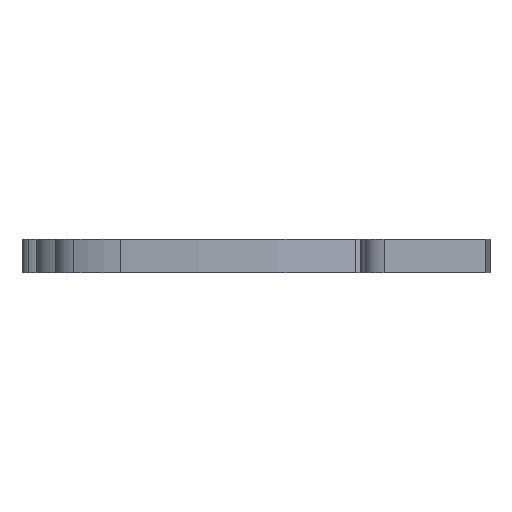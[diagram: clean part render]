
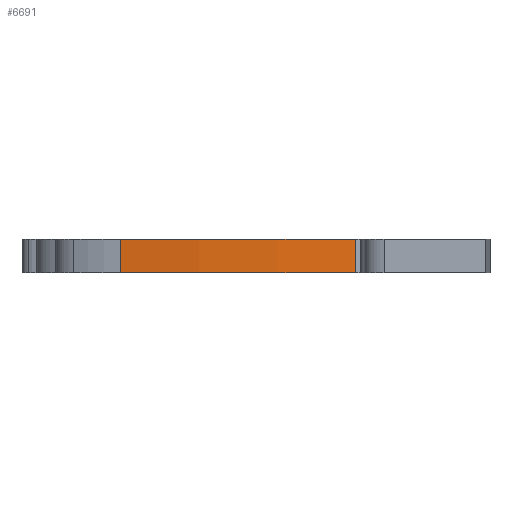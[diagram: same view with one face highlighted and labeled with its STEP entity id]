
A CAD part, left-side view. The second image highlights one B-rep face of the part: STEP entity #6691.
In plain terms, the highlighted free-form (B-spline) face has degree [3, 1] with [4, 2] control points.
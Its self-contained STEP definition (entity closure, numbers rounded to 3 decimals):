
#228=FACE_OUTER_BOUND('',#588,.T.);
#588=EDGE_LOOP('',(#4650,#4651,#4652,#4653));
#984=LINE('',#10043,#1344);
#985=LINE('',#10062,#1345);
#1344=VECTOR('',#7132,10.);
#1345=VECTOR('',#7133,10.);
#1848=(
BOUNDED_CURVE()
B_SPLINE_CURVE(3,(#10053,#10054,#10055,#10056),.UNSPECIFIED.,.F.,.F.)
B_SPLINE_CURVE_WITH_KNOTS((4,4),(0.,1.),.UNSPECIFIED.)
CURVE()
GEOMETRIC_REPRESENTATION_ITEM()
RATIONAL_B_SPLINE_CURVE((1.,1.,1.,1.))
REPRESENTATION_ITEM('')
);
#1849=(
BOUNDED_CURVE()
B_SPLINE_CURVE(3,(#10058,#10059,#10060,#10061),.UNSPECIFIED.,.F.,.F.)
B_SPLINE_CURVE_WITH_KNOTS((4,4),(0.,1.),.UNSPECIFIED.)
CURVE()
GEOMETRIC_REPRESENTATION_ITEM()
RATIONAL_B_SPLINE_CURVE((1.,1.,1.,1.))
REPRESENTATION_ITEM('')
);
#2564=VERTEX_POINT('',#10033);
#2565=VERTEX_POINT('',#10038);
#2566=VERTEX_POINT('',#10052);
#2567=VERTEX_POINT('',#10057);
#3428=EDGE_CURVE('',#2564,#2565,#984,.T.);
#3429=EDGE_CURVE('',#2566,#2564,#1848,.T.);
#3430=EDGE_CURVE('',#2567,#2565,#1849,.T.);
#3431=EDGE_CURVE('',#2566,#2567,#985,.T.);
#4650=ORIENTED_EDGE('',*,*,#3429,.T.);
#4651=ORIENTED_EDGE('',*,*,#3428,.T.);
#4652=ORIENTED_EDGE('',*,*,#3430,.F.);
#4653=ORIENTED_EDGE('',*,*,#3431,.F.);
#6346=(
BOUNDED_SURFACE()
B_SPLINE_SURFACE(3,1,((#10044,#10045),(#10046,#10047),(#10048,#10049),(#10050,
#10051)),.UNSPECIFIED.,.F.,.F.,.F.)
B_SPLINE_SURFACE_WITH_KNOTS((4,4),(2,2),(0.,1.),(0.,0.3),.UNSPECIFIED.)
GEOMETRIC_REPRESENTATION_ITEM()
RATIONAL_B_SPLINE_SURFACE(((1.,1.),(1.,1.),(1.,1.),(1.,1.)))
REPRESENTATION_ITEM('')
SURFACE()
);
#6691=ADVANCED_FACE('',(#228),#6346,.T.);
#7132=DIRECTION('',(0.,0.,1.));
#7133=DIRECTION('',(0.,0.,1.));
#10033=CARTESIAN_POINT('',(69.696,-77.635,0.));
#10038=CARTESIAN_POINT('',(69.696,-77.635,3.));
#10043=CARTESIAN_POINT('',(69.696,-77.635,0.));
#10044=CARTESIAN_POINT('Ctrl Pts',(69.384,-56.82,0.));
#10045=CARTESIAN_POINT('Ctrl Pts',(69.384,-56.82,3.));
#10046=CARTESIAN_POINT('Ctrl Pts',(68.446,-63.758,0.));
#10047=CARTESIAN_POINT('Ctrl Pts',(68.446,-63.758,3.));
#10048=CARTESIAN_POINT('Ctrl Pts',(68.571,-70.696,0.));
#10049=CARTESIAN_POINT('Ctrl Pts',(68.571,-70.696,3.));
#10050=CARTESIAN_POINT('Ctrl Pts',(69.696,-77.635,0.));
#10051=CARTESIAN_POINT('Ctrl Pts',(69.696,-77.635,3.));
#10052=CARTESIAN_POINT('',(69.384,-56.82,0.));
#10053=CARTESIAN_POINT('Ctrl Pts',(69.384,-56.82,0.));
#10054=CARTESIAN_POINT('Ctrl Pts',(68.446,-63.758,0.));
#10055=CARTESIAN_POINT('Ctrl Pts',(68.571,-70.696,0.));
#10056=CARTESIAN_POINT('Ctrl Pts',(69.696,-77.635,0.));
#10057=CARTESIAN_POINT('',(69.384,-56.82,3.));
#10058=CARTESIAN_POINT('Ctrl Pts',(69.384,-56.82,3.));
#10059=CARTESIAN_POINT('Ctrl Pts',(68.446,-63.758,3.));
#10060=CARTESIAN_POINT('Ctrl Pts',(68.571,-70.696,3.));
#10061=CARTESIAN_POINT('Ctrl Pts',(69.696,-77.635,3.));
#10062=CARTESIAN_POINT('',(69.384,-56.82,0.));
